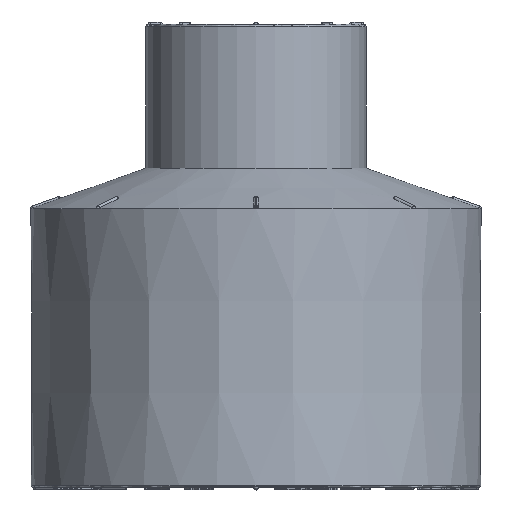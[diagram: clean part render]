
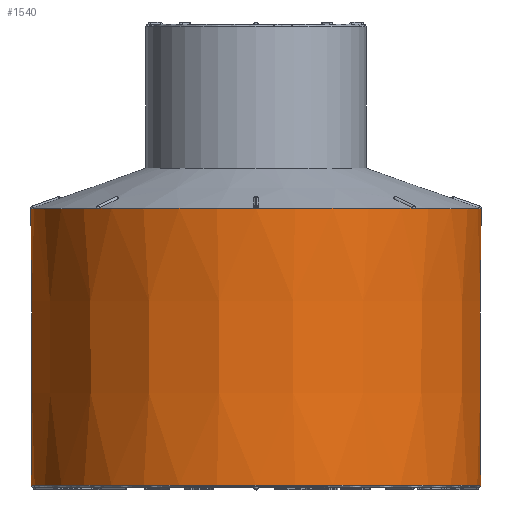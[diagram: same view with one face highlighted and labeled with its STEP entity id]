
A CAD part, top view. The second image highlights one B-rep face of the part: STEP entity #1540.
In plain terms, the highlighted conical face has half-angle 0.092 degrees and reference radius 25 mm.
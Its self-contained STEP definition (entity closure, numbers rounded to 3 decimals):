
#1519=CONICAL_SURFACE('',#25134,25.,0.092);
#1540=ADVANCED_FACE('',(#6879,#6880),#1519,.T.);
#4158=CIRCLE('',#25042,25.05);
#4236=CIRCLE('',#25133,25.);
#6879=FACE_BOUND('',#6984,.T.);
#6880=FACE_BOUND('',#6985,.T.);
#6984=EDGE_LOOP('',(#9413));
#6985=EDGE_LOOP('',(#9414));
#9413=ORIENTED_EDGE('',*,*,#19743,.F.);
#9414=ORIENTED_EDGE('',*,*,#19469,.T.);
#16893=VERTEX_POINT('',#35640);
#17141=VERTEX_POINT('',#37303);
#19469=EDGE_CURVE('',#16893,#16893,#4158,.T.);
#19743=EDGE_CURVE('',#17141,#17141,#4236,.T.);
#25042=AXIS2_PLACEMENT_3D('',#35639,#26644,#26645);
#25133=AXIS2_PLACEMENT_3D('',#37302,#26854,#26855);
#25134=AXIS2_PLACEMENT_3D('',#37304,#26856,#26857);
#26644=DIRECTION('',(0.,-1.,0.));
#26645=DIRECTION('',(0.,0.,-1.));
#26854=DIRECTION('',(0.,-1.,0.));
#26855=DIRECTION('',(0.,0.,-1.));
#26856=DIRECTION('',(0.,1.,0.));
#26857=DIRECTION('',(0.,0.,1.));
#35639=CARTESIAN_POINT('',(55858.461,16581.075,0.));
#35640=CARTESIAN_POINT('',(55858.461,16581.075,-25.05));
#37302=CARTESIAN_POINT('',(55858.461,16550.275,0.));
#37303=CARTESIAN_POINT('',(55858.461,16550.275,-25.));
#37304=CARTESIAN_POINT('',(55858.461,16550.275,0.));
